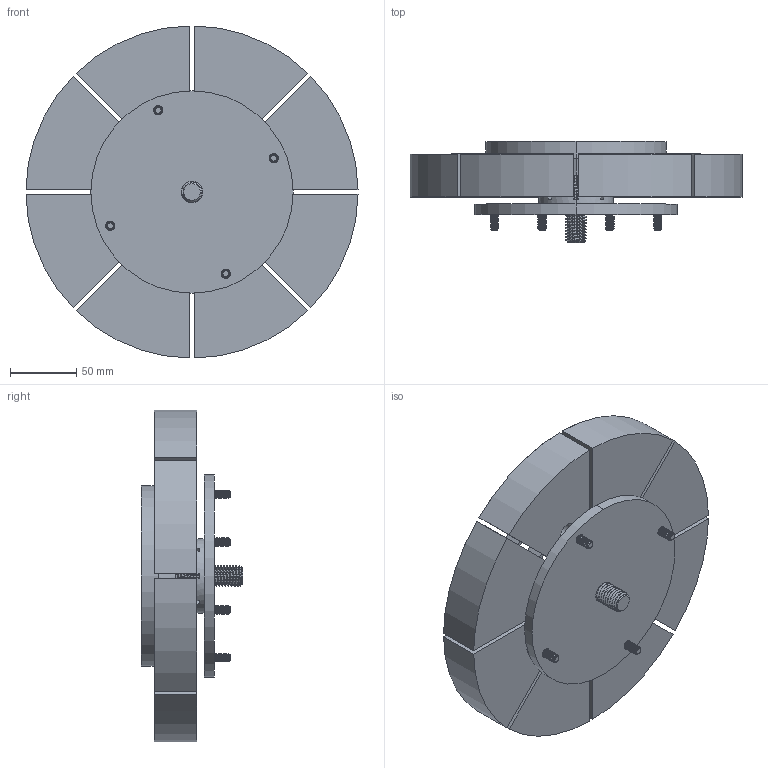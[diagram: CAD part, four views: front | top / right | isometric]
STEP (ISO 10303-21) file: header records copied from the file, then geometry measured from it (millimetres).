
FILE_DESCRIPTION (( 'STEP AP214' ), '1' );
FILE_NAME ('31550DD for Step as Part.STEP', '2022-03-11T20:42:32', ( '' ), ( '' ), 'SwSTEP 2.0', 'SolidWorks 2021', '' );
FILE_SCHEMA (( 'AUTOMOTIVE_DESIGN' ));
Length unit declared in the file: inch
Products named in the file (1): 31550DD for Step as Part
Bounding box: 250.17 x 76.14 x 250.17 mm (x, y, z)
Volume: 1647279.6 mm3; surface area: 252139.5 mm2
Topology: 8 solids, 8 shells, 622 faces, 1701 edges, 1101 vertices
Faces by surface type: cylinder 363, plane 132, cone 91, torus 26, bspline 10
Entity records: 36926 total; most frequent: CARTESIAN_POINT 14495, ORIENTED_EDGE 3402, DIRECTION 2642, EDGE_CURVE 1701, VERTEX_POINT 1101, AXIS2_PLACEMENT_3D 994, VECTOR 654, LINE 654
